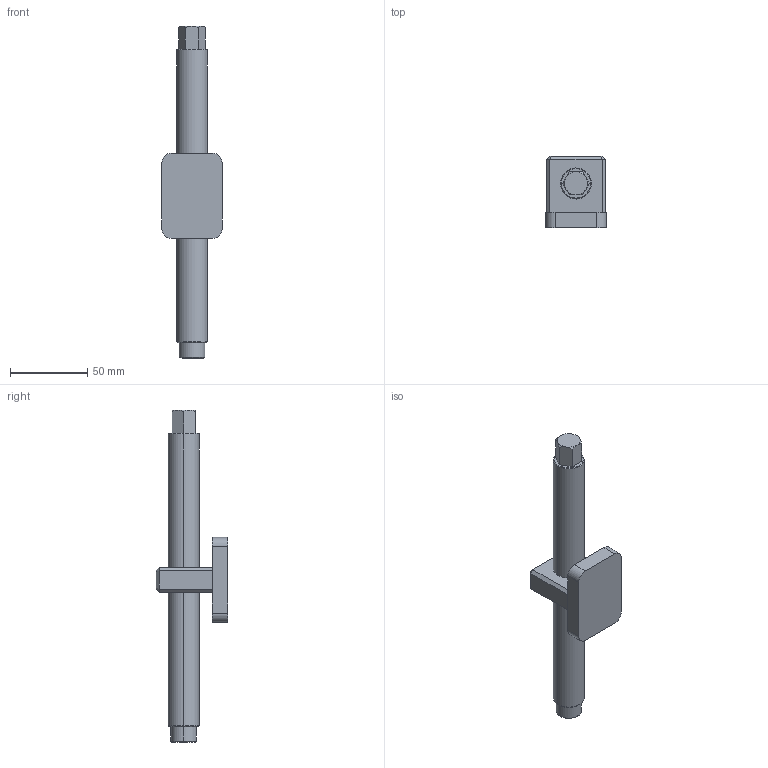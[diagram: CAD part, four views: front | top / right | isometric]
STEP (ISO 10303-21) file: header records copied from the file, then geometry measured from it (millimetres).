
FILE_DESCRIPTION (( 'STEP AP214' ), '1' );
FILE_NAME ('N20O-215.STEP', '2022-07-04T19:57:34', ( '' ), ( '' ), 'SwSTEP 2.0', 'SolidWorks 2013', '' );
FILE_SCHEMA (( 'AUTOMOTIVE_DESIGN' ));
Length unit declared in the file: millimetre
Products named in the file (1): N20O-215
Bounding box: 39 x 46.5 x 215 mm (x, y, z)
Volume: 102539.8 mm3; surface area: 21814 mm2
Topology: 1 solids, 1 shells, 56 faces, 126 edges, 77 vertices
Faces by surface type: plane 33, cone 13, cylinder 10
Entity records: 2239 total; most frequent: CARTESIAN_POINT 338, DIRECTION 261, ORIENTED_EDGE 252, EDGE_CURVE 126, AXIS2_PLACEMENT_3D 90, VECTOR 81, LINE 81, VERTEX_POINT 77
